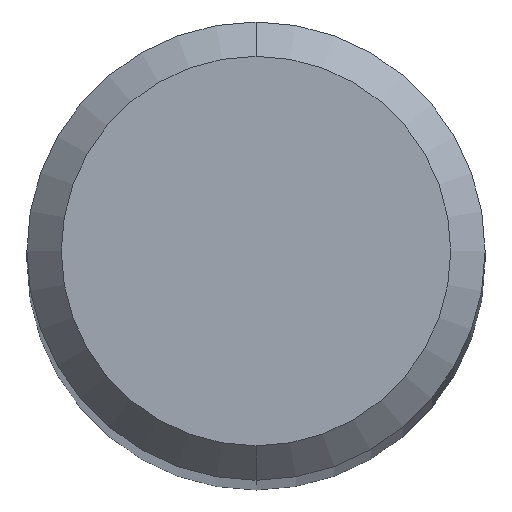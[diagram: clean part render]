
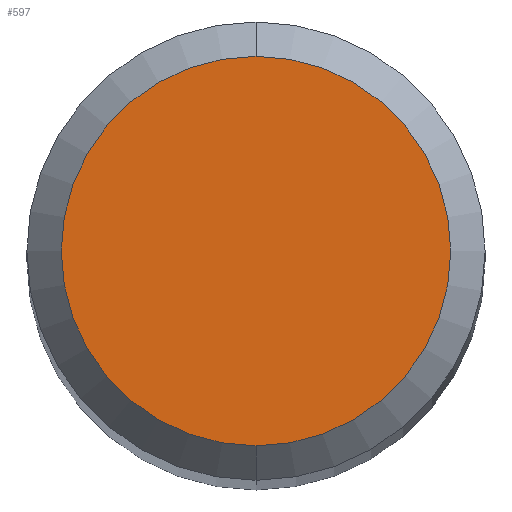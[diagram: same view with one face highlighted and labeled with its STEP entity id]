
A CAD part, top view. The second image highlights one B-rep face of the part: STEP entity #597.
In plain terms, the highlighted planar face has unit normal (0, 0, 1).
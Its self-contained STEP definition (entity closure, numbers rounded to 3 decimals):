
#539=VERTEX_POINT('',#1239);
#591=EDGE_CURVE('',#539,#737,#1294,.T.);
#597=ADVANCED_FACE('',(#1301),#1302,.T.);
#673=EDGE_CURVE('',#737,#539,#1381,.T.);
#737=VERTEX_POINT('',#1451);
#1239=CARTESIAN_POINT('',(0.0,1.7,0.0));
#1294=CIRCLE('',#2516,1.7);
#1301=FACE_OUTER_BOUND('',#2588,.T.);
#1302=PLANE('',#2589);
#1381=CIRCLE('',#2808,1.7);
#1451=CARTESIAN_POINT('',(0.,-1.7,0.0));
#2516=AXIS2_PLACEMENT_3D('',#4720,#4721,#4722);
#2588=EDGE_LOOP('',(#4732,#4733));
#2589=AXIS2_PLACEMENT_3D('',#4734,#4735,#4736);
#2808=AXIS2_PLACEMENT_3D('',#4792,#4793,#4794);
#4720=CARTESIAN_POINT('',(0.0,0.0,0.0));
#4721=DIRECTION('',(0.0,0.0,-1.0));
#4722=DIRECTION('',(0.0,1.0,0.0));
#4732=ORIENTED_EDGE('',*,*,#591,.F.);
#4733=ORIENTED_EDGE('',*,*,#673,.F.);
#4734=CARTESIAN_POINT('',(0.0,0.85,0.0));
#4735=DIRECTION('',(-0.0,0.0,1.0));
#4736=DIRECTION('',(0.0,-1.0,0.0));
#4792=CARTESIAN_POINT('',(0.0,0.0,0.0));
#4793=DIRECTION('',(0.0,0.0,-1.0));
#4794=DIRECTION('',(0.0,1.0,0.0));
